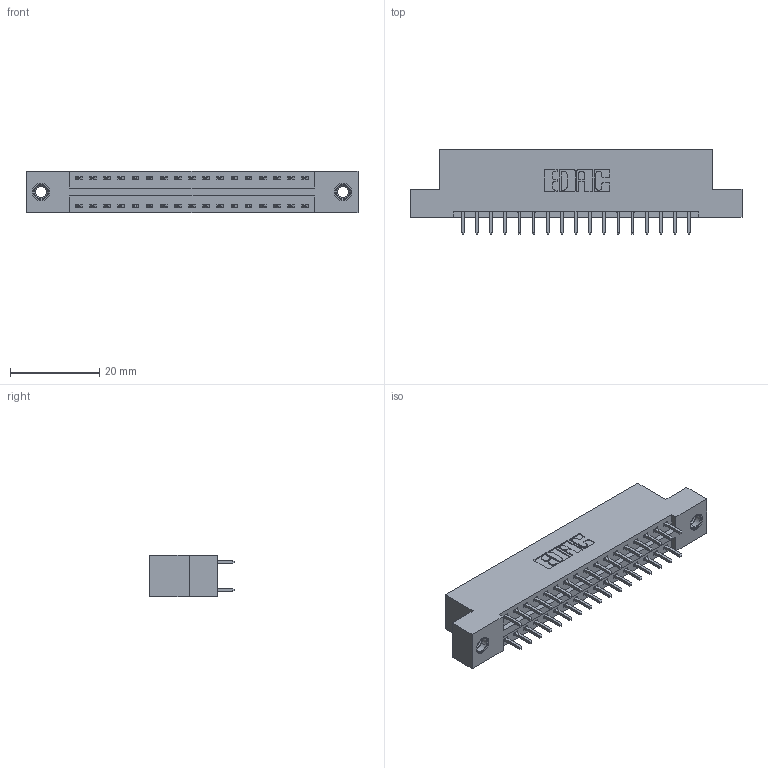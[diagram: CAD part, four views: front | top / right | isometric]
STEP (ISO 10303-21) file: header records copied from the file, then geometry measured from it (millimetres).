
FILE_DESCRIPTION (( 'STEP AP203' ), '1' );
FILE_NAME ('346-034-521-207.STEP', '2018-08-23T21:56:17', ( '' ), ( '' ), 'SwSTEP 2.0', 'SolidWorks 2016', '' );
FILE_SCHEMA (( 'CONFIG_CONTROL_DESIGN' ));
Length unit declared in the file: inch
Products named in the file (4): 346 Part_Flush Mounting Lugs - 0.156 Dia-TI; 345-292-001_345-293-121; 345-250-001_345-250-005-103; 346-034-521-207
Assembly tree (37 placements, depth 2):
  346-034-521-207
    346 Part_Flush Mounting Lugs - 0.156 Dia-TI
    345-292-001_345-293-121  x34
    345-250-001_345-250-005-103  x2
Bounding box: 74.55 x 19.05 x 9.4 mm (x, y, z)
Volume: 7047.9 mm3; surface area: 9235.2 mm2
Topology: 37 solids, 37 shells, 1950 faces, 5735 edges, 3770 vertices
Faces by surface type: plane 1298, cylinder 636, cone 12, torus 4
Entity records: 15664 total; most frequent: CARTESIAN_POINT 2599, ORIENTED_EDGE 2526, DIRECTION 2369, EDGE_CURVE 1263, VECTOR 1043, LINE 1043, VERTEX_POINT 836, AXIS2_PLACEMENT_3D 663
